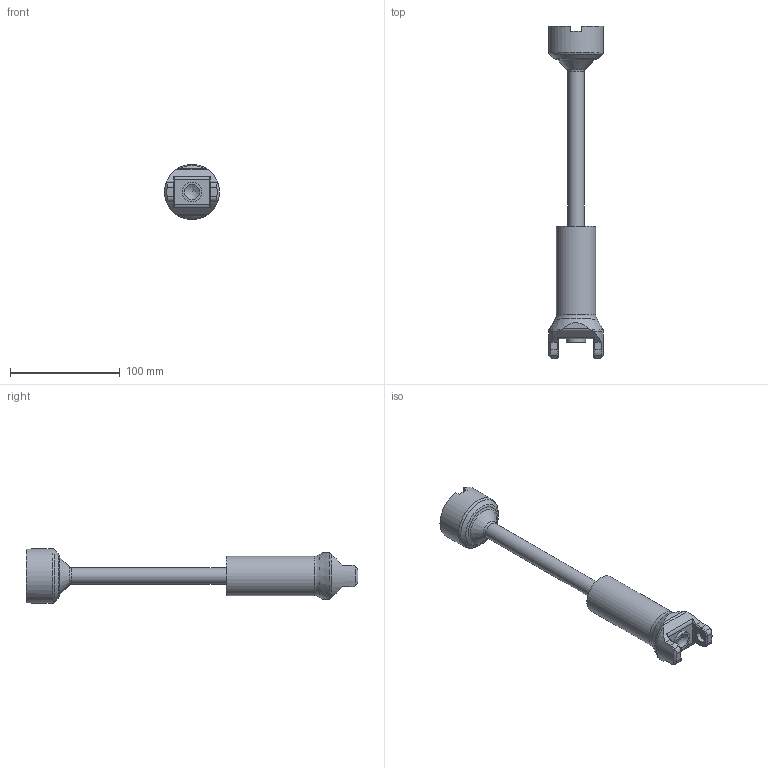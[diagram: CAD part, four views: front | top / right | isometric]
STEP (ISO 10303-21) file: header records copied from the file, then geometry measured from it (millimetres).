
FILE_DESCRIPTION(/* description */ (''),/* implementation_level */ '2;1');
FILE_NAME(/* name */ 'KardanA5_ipt_bad46c11.STEP',/* time_stamp */ '2020-11-16T16:19:47+01:00',/* author */ ('SUSTRVOJ'),/* organization */ (''),/* preprocessor_version */ 'ST-DEVELOPER v17.2',/* originating_system */ 'Autodesk Inventor 2019',/* authorisation */ '');
FILE_SCHEMA (('AUTOMOTIVE_DESIGN { 1 0 10303 214 3 1 1 }'));
Length unit declared in the file: millimetre
Products named in the file (1): KardanA5
Bounding box: 50 x 302 x 50 mm (x, y, z)
Volume: 201563.6 mm3; surface area: 32122.5 mm2
Topology: 1 solids, 1 shells, 86 faces, 226 edges, 143 vertices
Faces by surface type: cylinder 32, plane 29, torus 15, bspline 5, cone 5
Full cylindrical faces by diameter (mm): 10 x2, 15 x1, 17.5 x1, 36 x1, 50 x1
Entity records: 2815 total; most frequent: CARTESIAN_POINT 649, DIRECTION 463, ORIENTED_EDGE 442, EDGE_CURVE 221, AXIS2_PLACEMENT_3D 190, VERTEX_POINT 143, CIRCLE 104, EDGE_LOOP 92
